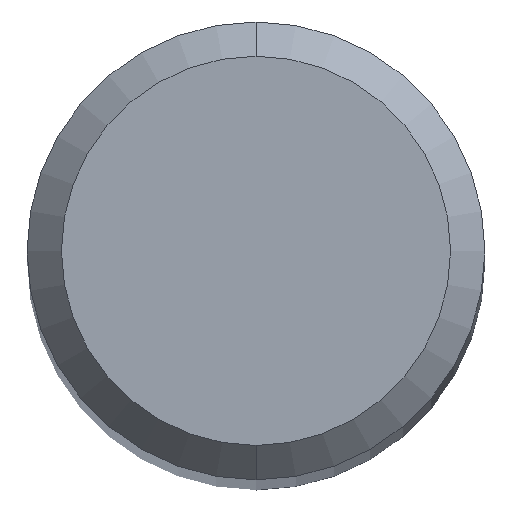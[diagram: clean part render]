
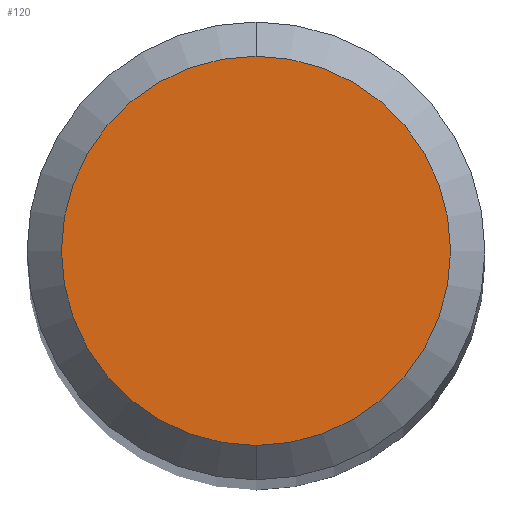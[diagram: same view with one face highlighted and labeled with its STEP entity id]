
A CAD part, top view. The second image highlights one B-rep face of the part: STEP entity #120.
In plain terms, the highlighted planar face has unit normal (0, 0, 1).
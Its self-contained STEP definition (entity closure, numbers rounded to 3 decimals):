
#96=VERTEX_POINT('',#233);
#112=EDGE_CURVE('',#96,#152,#251,.T.);
#120=ADVANCED_FACE('',(#259),#260,.T.);
#152=VERTEX_POINT('',#296);
#166=EDGE_CURVE('',#152,#96,#310,.T.);
#233=CARTESIAN_POINT('',(0.,-1.7,0.0));
#251=CIRCLE('',#401,1.7);
#259=FACE_OUTER_BOUND('',#413,.T.);
#260=PLANE('',#414);
#296=CARTESIAN_POINT('',(0.0,1.7,0.0));
#310=CIRCLE('',#479,1.7);
#401=AXIS2_PLACEMENT_3D('',#564,#565,#566);
#413=EDGE_LOOP('',(#570,#571));
#414=AXIS2_PLACEMENT_3D('',#572,#573,#574);
#479=AXIS2_PLACEMENT_3D('',#630,#631,#632);
#564=CARTESIAN_POINT('',(0.0,0.0,0.0));
#565=DIRECTION('',(0.0,0.0,-1.0));
#566=DIRECTION('',(0.0,1.0,0.0));
#570=ORIENTED_EDGE('',*,*,#166,.F.);
#571=ORIENTED_EDGE('',*,*,#112,.F.);
#572=CARTESIAN_POINT('',(0.0,0.85,0.0));
#573=DIRECTION('',(-0.0,0.0,1.0));
#574=DIRECTION('',(0.0,-1.0,0.0));
#630=CARTESIAN_POINT('',(0.0,0.0,0.0));
#631=DIRECTION('',(0.0,0.0,-1.0));
#632=DIRECTION('',(0.0,1.0,0.0));
